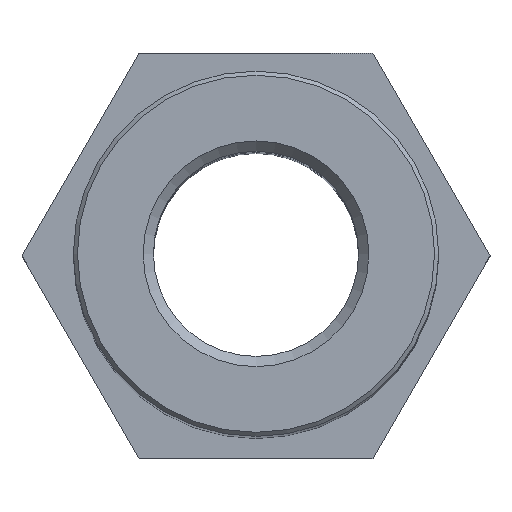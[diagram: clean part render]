
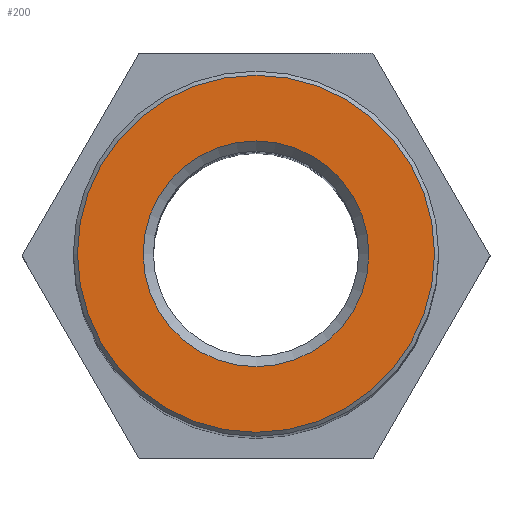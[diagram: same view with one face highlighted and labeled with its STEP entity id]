
A CAD part, top view. The second image highlights one B-rep face of the part: STEP entity #200.
In plain terms, the highlighted planar face has unit normal (0, 0, 1).
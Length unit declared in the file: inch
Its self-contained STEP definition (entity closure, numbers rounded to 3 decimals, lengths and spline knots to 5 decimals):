
#169=CARTESIAN_POINT('',(2.2,0.,25.0));
#170=VERTEX_POINT('',#169);
#171=CARTESIAN_POINT('',(0.0,0.0,25.0));
#172=DIRECTION('',(0.0,0.0,1.0));
#173=DIRECTION('',(-1.0,0.0,0.0));
#174=AXIS2_PLACEMENT_3D('',#171,#172,#173);
#175=CIRCLE('',#174,2.2);
#176=EDGE_CURVE('',#170,#170,#175,.T.);
#181=CARTESIAN_POINT('',(0.0,0.0,25.0));
#182=DIRECTION('',(0.0,0.0,-1.0));
#183=DIRECTION('',(-1.0,0.0,0.0));
#184=AXIS2_PLACEMENT_3D('',#181,#182,#183);
#185=PLANE('',#184);
#186=CARTESIAN_POINT('',(3.48,0.,25.0));
#187=VERTEX_POINT('',#186);
#188=CARTESIAN_POINT('',(0.0,0.0,25.0));
#189=DIRECTION('',(0.0,0.0,-1.0));
#190=DIRECTION('',(-1.0,0.0,0.0));
#191=AXIS2_PLACEMENT_3D('',#188,#189,#190);
#192=CIRCLE('',#191,3.48);
#193=EDGE_CURVE('',#187,#187,#192,.T.);
#194=ORIENTED_EDGE('',*,*,#193,.F.);
#195=EDGE_LOOP('',(#194));
#196=FACE_OUTER_BOUND('',#195,.T.);
#197=ORIENTED_EDGE('',*,*,#176,.F.);
#198=EDGE_LOOP('',(#197));
#199=FACE_BOUND('',#198,.T.);
#200=ADVANCED_FACE('',(#196,#199),#185,.F.);
